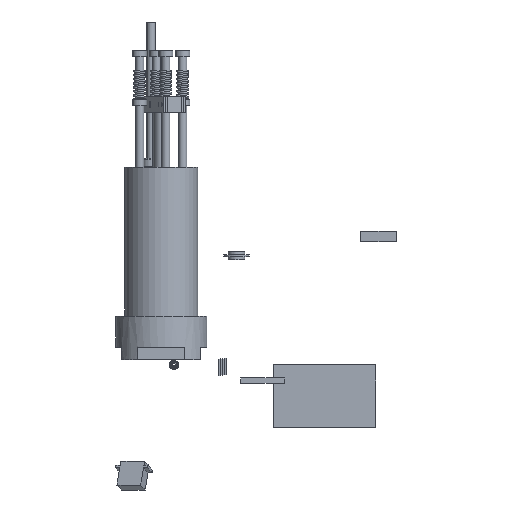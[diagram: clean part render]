
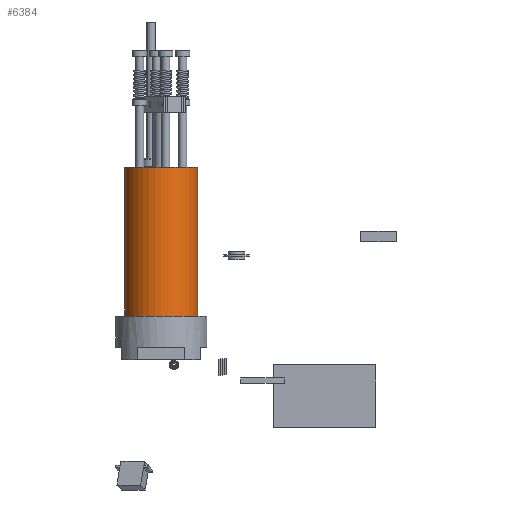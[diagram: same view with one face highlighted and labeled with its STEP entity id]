
A CAD part, front view. The second image highlights one B-rep face of the part: STEP entity #6384.
In plain terms, the highlighted cylindrical face has radius 57.15 mm (diameter 114.3 mm), a full revolution.
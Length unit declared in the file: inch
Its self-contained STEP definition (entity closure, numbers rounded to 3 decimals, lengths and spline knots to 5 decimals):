
#680=LINE('',#10325,#1026);
#1026=VECTOR('',#8322,2.25);
#1372=CYLINDRICAL_SURFACE('',#7477,2.25);
#1606=FACE_OUTER_BOUND('',#2015,.T.);
#2015=EDGE_LOOP('',(#4386,#4387,#4388,#4389));
#2526=CIRCLE('',#7471,2.25);
#2529=CIRCLE('',#7476,2.25);
#2872=VERTEX_POINT('',#10313);
#2875=VERTEX_POINT('',#10322);
#3469=EDGE_CURVE('',#2872,#2872,#2526,.T.);
#3473=EDGE_CURVE('',#2875,#2875,#2529,.T.);
#3474=EDGE_CURVE('',#2872,#2875,#680,.T.);
#4386=ORIENTED_EDGE('',*,*,#3469,.F.);
#4387=ORIENTED_EDGE('',*,*,#3474,.T.);
#4388=ORIENTED_EDGE('',*,*,#3473,.T.);
#4389=ORIENTED_EDGE('',*,*,#3474,.F.);
#6384=ADVANCED_FACE('',(#1606),#1372,.T.);
#7471=AXIS2_PLACEMENT_3D('',#10314,#8307,#8308);
#7476=AXIS2_PLACEMENT_3D('',#10323,#8318,#8319);
#7477=AXIS2_PLACEMENT_3D('',#10324,#8320,#8321);
#8307=DIRECTION('center_axis',(0.,1.,0.));
#8308=DIRECTION('ref_axis',(1.,0.,0.));
#8318=DIRECTION('center_axis',(0.,1.,0.));
#8319=DIRECTION('ref_axis',(1.,0.,0.));
#8320=DIRECTION('center_axis',(0.,1.,0.));
#8321=DIRECTION('ref_axis',(1.,0.,0.));
#8322=DIRECTION('',(0.,-1.,0.));
#10313=CARTESIAN_POINT('',(-2.25,10.345,0.));
#10314=CARTESIAN_POINT('Origin',(0.,10.345,0.));
#10322=CARTESIAN_POINT('',(-2.25,0.,0.));
#10323=CARTESIAN_POINT('Origin',(0.,0.,0.));
#10324=CARTESIAN_POINT('Origin',(0.,5.1725,0.));
#10325=CARTESIAN_POINT('',(-2.25,5.1725,0.));
